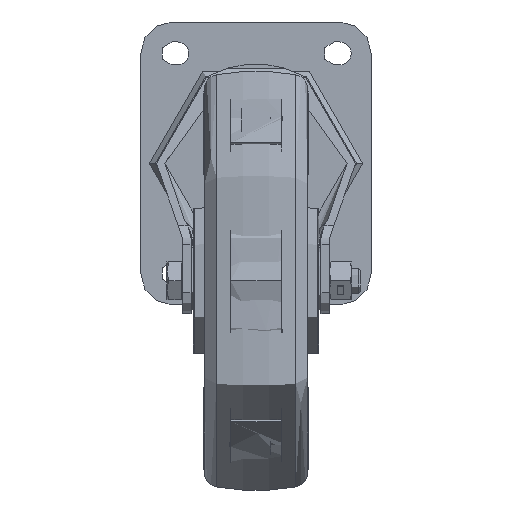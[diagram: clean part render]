
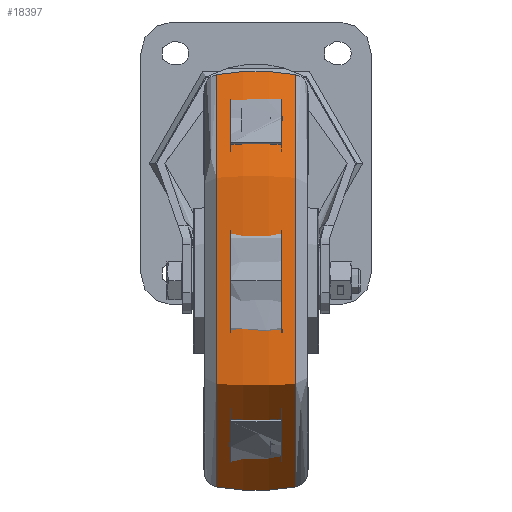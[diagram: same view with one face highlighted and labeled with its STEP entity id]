
A CAD part, front view. The second image highlights one B-rep face of the part: STEP entity #18397.
In plain terms, the highlighted toroidal (fillet/blend) face has major radius 10 mm and minor radius 110 mm.
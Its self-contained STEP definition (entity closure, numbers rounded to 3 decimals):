
#1586 = DIRECTION ( 'NONE',  ( 0., 0., -1. ) ) ;
#1587 = DIRECTION ( 'NONE',  ( 0., -1., 0. ) ) ;
#1588 = AXIS2_PLACEMENT_3D ( 'NONE', #1595, #1587, #1586 ) ;
#1589 = CIRCLE ( 'NONE', #1588, 110. ) ;
#1590 = DIRECTION ( 'NONE',  ( 0., 0., 1. ) ) ;
#1591 = DIRECTION ( 'NONE',  ( 0., 1., 0. ) ) ;
#1592 = CARTESIAN_POINT ( 'NONE',  ( 0., 0., 10. ) ) ;
#1593 = AXIS2_PLACEMENT_3D ( 'NONE', #1592, #1591, #1590 ) ;
#1594 = CIRCLE ( 'NONE', #1593, 110. ) ;
#1595 = CARTESIAN_POINT ( 'NONE',  ( 0., 0., -10. ) ) ;
#1770 = CARTESIAN_POINT ( 'NONE',  ( 18.854, 0., 98.372 ) ) ;
#1771 = DIRECTION ( 'NONE',  ( 0., 0., 1. ) ) ;
#1772 = DIRECTION ( 'NONE',  ( -1., 0., 0. ) ) ;
#1773 = CARTESIAN_POINT ( 'NONE',  ( 18.854, 0., 0. ) ) ;
#1774 = AXIS2_PLACEMENT_3D ( 'NONE', #1773, #1772, #1771 ) ;
#1775 = CIRCLE ( 'NONE', #1774, 98.372 ) ;
#1818 = DIRECTION ( 'NONE',  ( 0., 0., -1. ) ) ;
#1819 = DIRECTION ( 'NONE',  ( 1., 0., 0. ) ) ;
#1820 = CARTESIAN_POINT ( 'NONE',  ( -18.854, 0., 0. ) ) ;
#1821 = AXIS2_PLACEMENT_3D ( 'NONE', #1820, #1819, #1818 ) ;
#1822 = CIRCLE ( 'NONE', #1821, 98.372 ) ;
#1823 = CARTESIAN_POINT ( 'NONE',  ( -18.854, 0., -98.372 ) ) ;
#1996 = CARTESIAN_POINT ( 'NONE',  ( -18.854, 0., 98.372 ) ) ;
#1997 = CARTESIAN_POINT ( 'NONE',  ( 18.854, 0., -98.372 ) ) ;
#5641 = DIRECTION ( 'NONE',  ( 0., 0., 1. ) ) ;
#5642 = DIRECTION ( 'NONE',  ( -1., 0., 0. ) ) ;
#5643 = AXIS2_PLACEMENT_3D ( 'NONE', #5646, #5642, #5641 ) ;
#5644 = TOROIDAL_SURFACE ( 'NONE', #5643, -10., 110. ) ;
#5646 = CARTESIAN_POINT ( 'NONE',  ( 0., 0., 0. ) ) ;
#5647 = FACE_OUTER_BOUND ( 'NONE', #18412, .T. ) ;
#17715 = EDGE_CURVE ( 'NONE', #17837, #17822, #1594, .T. ) ;
#17716 = EDGE_CURVE ( 'NONE', #17803, #17838, #1589, .T. ) ;
#17802 = EDGE_CURVE ( 'NONE', #17837, #17803, #1775, .T. ) ;
#17803 = VERTEX_POINT ( 'NONE', #1770 ) ;
#17822 = VERTEX_POINT ( 'NONE', #1823 ) ;
#17823 = EDGE_CURVE ( 'NONE', #17838, #17822, #1822, .T. ) ;
#17837 = VERTEX_POINT ( 'NONE', #1997 ) ;
#17838 = VERTEX_POINT ( 'NONE', #1996 ) ;
#18368 = ORIENTED_EDGE ( 'NONE', *, *, #17715, .F. ) ;
#18370 = ORIENTED_EDGE ( 'NONE', *, *, #17823, .T. ) ;
#18397 = ADVANCED_FACE ( 'NONE', ( #5647 ), #5644, .T. ) ;
#18412 = EDGE_LOOP ( 'NONE', ( #18368, #18429, #18430, #18370 ) ) ;
#18429 = ORIENTED_EDGE ( 'NONE', *, *, #17802, .T. ) ;
#18430 = ORIENTED_EDGE ( 'NONE', *, *, #17716, .T. ) ;
